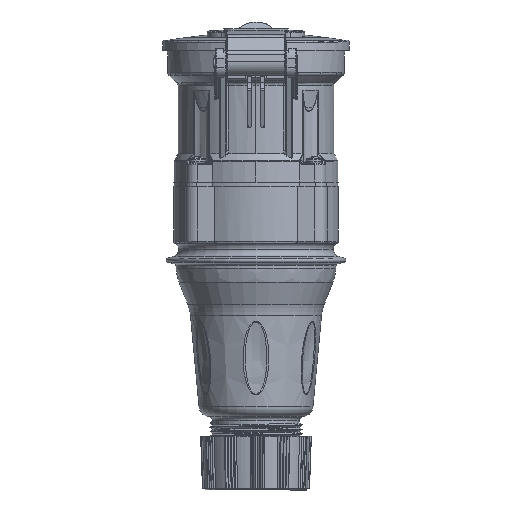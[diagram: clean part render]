
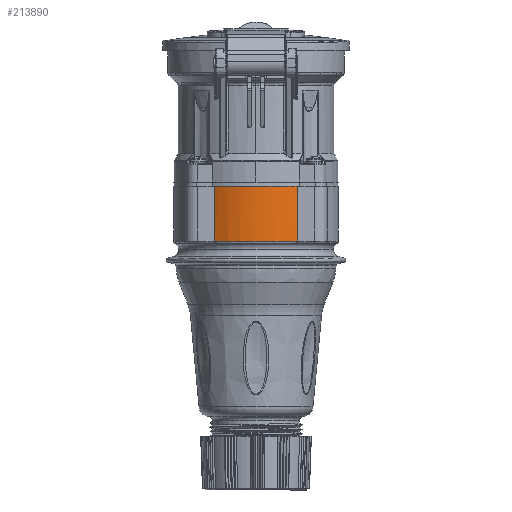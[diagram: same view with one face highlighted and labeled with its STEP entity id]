
A CAD part, front view. The second image highlights one B-rep face of the part: STEP entity #213890.
In plain terms, the highlighted cylindrical face has radius 39 mm (diameter 78 mm), a partial arc.
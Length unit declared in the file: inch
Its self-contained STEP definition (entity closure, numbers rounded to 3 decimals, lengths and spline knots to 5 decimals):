
#999 = CARTESIAN_POINT ( 'NONE',  ( 3.14006, -3.58543, -0.76929 ) ) ;
#3433 = CARTESIAN_POINT ( 'NONE',  ( 3.8019, -3.49816, -0.76929 ) ) ;
#7428 = VERTEX_POINT ( 'NONE', #241570 ) ;
#9391 = DIRECTION ( 'NONE',  ( 1., 0., 0. ) ) ;
#11349 = DIRECTION ( 'NONE',  ( 0., 0., 1. ) ) ;
#14259 = EDGE_CURVE ( 'NONE', #184076, #7428, #116622, .T. ) ;
#18447 = VERTEX_POINT ( 'NONE', #54331 ) ;
#19524 = DIRECTION ( 'NONE',  ( -1., 0., 0. ) ) ;
#24264 = CARTESIAN_POINT ( 'NONE',  ( 2.74663, -3.49816, -0.76929 ) ) ;
#37802 = CARTESIAN_POINT ( 'NONE',  ( 3.54266, -3.56774, -0.76929 ) ) ;
#40231 = CARTESIAN_POINT ( 'NONE',  ( 2.50544, -3.37908, -0.76929 ) ) ;
#40330 = CARTESIAN_POINT ( 'NONE',  ( 3.27426, -2.05, 0.25502 ) ) ;
#50865 = B_SPLINE_CURVE_WITH_KNOTS ( 'NONE', 3,
 ( #40231, #170312, #24264, #191148, #999, #188734, #37802, #3433, #115073, #112642 ),
 .UNSPECIFIED., .F., .F.,
 ( 4, 2, 2, 2, 4 ),
 ( 0., 0.25, 0.5, 0.75, 1. ),
 .UNSPECIFIED. ) ;
#53691 = VECTOR ( 'NONE', #202621, 39.37008 ) ;
#53906 = CARTESIAN_POINT ( 'NONE',  ( 4.04309, -3.37908, -0.80797 ) ) ;
#54331 = CARTESIAN_POINT ( 'NONE',  ( 4.04309, -3.37908, -0.76929 ) ) ;
#60265 = ORIENTED_EDGE ( 'NONE', *, *, #14259, .T. ) ;
#76997 = VERTEX_POINT ( 'NONE', #242911 ) ;
#81316 = VECTOR ( 'NONE', #11349, 39.37008 ) ;
#81463 = EDGE_LOOP ( 'NONE', ( #196230, #101655, #112901, #60265 ) ) ;
#87916 = CARTESIAN_POINT ( 'NONE',  ( 3.27426, -2.05, -0.80797 ) ) ;
#101655 = ORIENTED_EDGE ( 'NONE', *, *, #156856, .T. ) ;
#112642 = CARTESIAN_POINT ( 'NONE',  ( 4.04309, -3.37908, -0.76929 ) ) ;
#112901 = ORIENTED_EDGE ( 'NONE', *, *, #126314, .T. ) ;
#115073 = CARTESIAN_POINT ( 'NONE',  ( 3.92692, -3.44628, -0.76929 ) ) ;
#116622 = CIRCLE ( 'NONE', #210703, 1.53543 ) ;
#124665 = FACE_OUTER_BOUND ( 'NONE', #81463, .T. ) ;
#126314 = EDGE_CURVE ( 'NONE', #18447, #184076, #235853, .T. ) ;
#133548 = DIRECTION ( 'NONE',  ( 0., 0., -1. ) ) ;
#156856 = EDGE_CURVE ( 'NONE', #76997, #18447, #50865, .T. ) ;
#160306 = CYLINDRICAL_SURFACE ( 'NONE', #218709, 1.53543 ) ;
#161531 = DIRECTION ( 'NONE',  ( 0., 0., 1. ) ) ;
#170312 = CARTESIAN_POINT ( 'NONE',  ( 2.62161, -3.44628, -0.76929 ) ) ;
#184076 = VERTEX_POINT ( 'NONE', #215814 ) ;
#188734 = CARTESIAN_POINT ( 'NONE',  ( 3.40847, -3.58543, -0.76929 ) ) ;
#191148 = CARTESIAN_POINT ( 'NONE',  ( 3.00586, -3.56774, -0.76929 ) ) ;
#196230 = ORIENTED_EDGE ( 'NONE', *, *, #235993, .T. ) ;
#202621 = DIRECTION ( 'NONE',  ( 0., 0., -1. ) ) ;
#205020 = LINE ( 'NONE', #223401, #53691 ) ;
#210703 = AXIS2_PLACEMENT_3D ( 'NONE', #40330, #133548, #19524 ) ;
#213890 = ADVANCED_FACE ( 'NONE', ( #124665 ), #160306, .T. ) ;
#215814 = CARTESIAN_POINT ( 'NONE',  ( 4.04309, -3.37908, 0.25502 ) ) ;
#218709 = AXIS2_PLACEMENT_3D ( 'NONE', #87916, #161531, #9391 ) ;
#223401 = CARTESIAN_POINT ( 'NONE',  ( 2.50544, -3.37908, -0.80797 ) ) ;
#235853 = LINE ( 'NONE', #53906, #81316 ) ;
#235993 = EDGE_CURVE ( 'NONE', #7428, #76997, #205020, .T. ) ;
#241570 = CARTESIAN_POINT ( 'NONE',  ( 2.50544, -3.37908, 0.25502 ) ) ;
#242911 = CARTESIAN_POINT ( 'NONE',  ( 2.50544, -3.37908, -0.76929 ) ) ;
